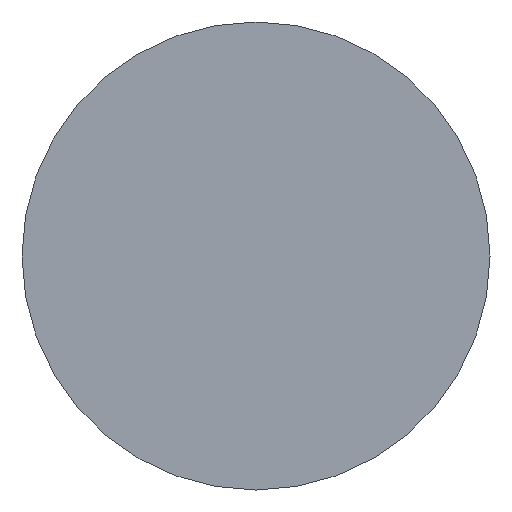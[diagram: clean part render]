
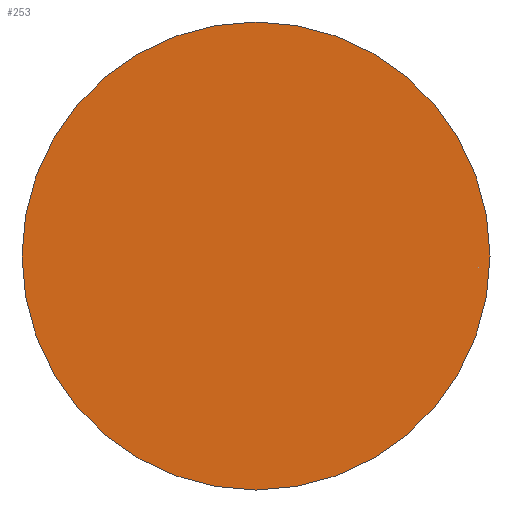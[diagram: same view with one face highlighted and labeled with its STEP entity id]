
A CAD part, front view. The second image highlights one B-rep face of the part: STEP entity #253.
In plain terms, the highlighted planar face has unit normal (0, -1, 0).
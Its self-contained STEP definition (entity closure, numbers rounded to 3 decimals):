
#60=PLANE('',#339);
#77=FACE_OUTER_BOUND('',#101,.T.);
#101=EDGE_LOOP('',(#219));
#136=CIRCLE('',#340,50.);
#153=VERTEX_POINT('',#502);
#176=EDGE_CURVE('',#153,#153,#136,.T.);
#219=ORIENTED_EDGE('',*,*,#176,.T.);
#253=ADVANCED_FACE('',(#77),#60,.F.);
#339=AXIS2_PLACEMENT_3D('',#501,#422,#423);
#340=AXIS2_PLACEMENT_3D('',#503,#424,#425);
#422=DIRECTION('center_axis',(0.,1.,0.));
#423=DIRECTION('ref_axis',(-1.,0.,0.));
#424=DIRECTION('center_axis',(0.,-1.,0.));
#425=DIRECTION('ref_axis',(-1.,0.,0.));
#501=CARTESIAN_POINT('Origin',(0.,-17.,0.));
#502=CARTESIAN_POINT('',(50.,-17.,0.));
#503=CARTESIAN_POINT('Origin',(0.,-17.,0.));
